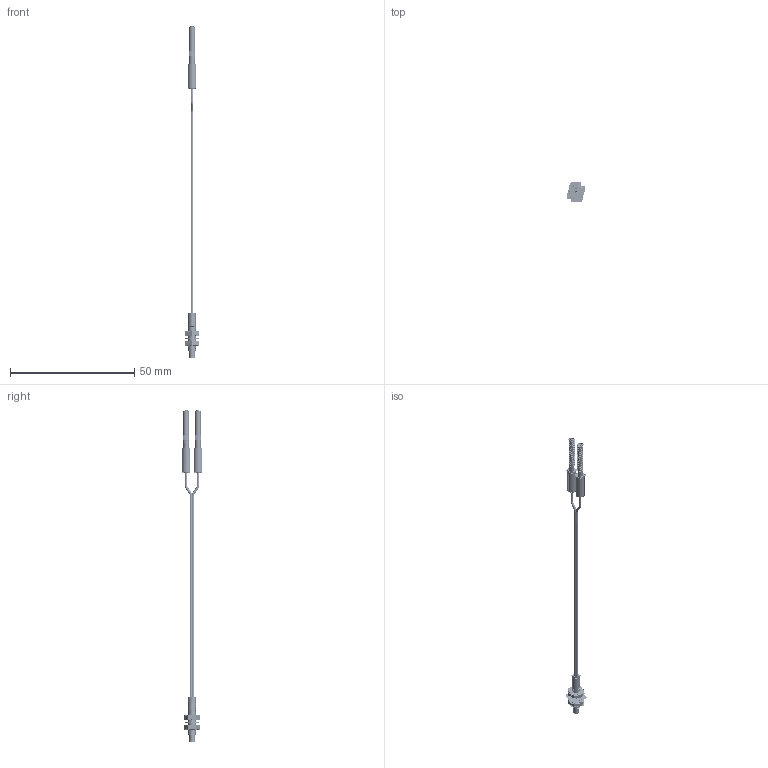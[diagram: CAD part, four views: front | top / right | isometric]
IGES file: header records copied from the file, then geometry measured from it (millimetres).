
Start section:  PTC IGES file: 192790.igs
Global section: file name: 192790.igs; native system: Creo Parametric by Parametric Technology Corporation; preprocessor: 2013230; author: pdmadmin; organization: Unknown; date: 20160209.164832; units: millimetre
Bounding box: 7.67 x 8.44 x 133.79 mm (x, y, z)
Volume: 627.9 mm3; surface area: 79955.5 mm2
Topology: 15 solids, 19 shells, 3012 faces, 20306 edges, 29325 vertices
Faces by surface type: revolution 2622, bspline 390
